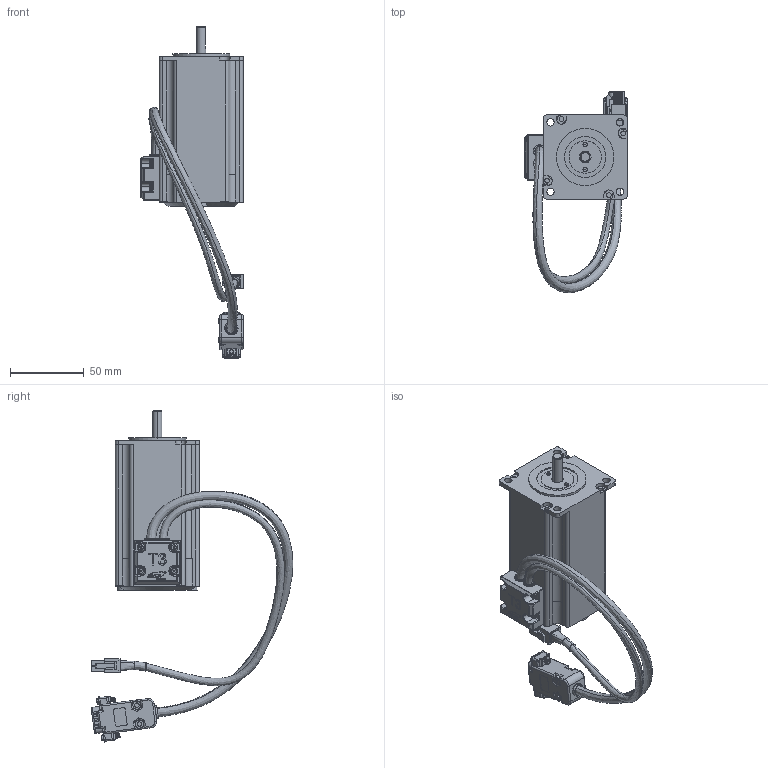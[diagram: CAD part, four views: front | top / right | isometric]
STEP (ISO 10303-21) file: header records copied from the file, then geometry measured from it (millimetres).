
FILE_DESCRIPTION (( 'STEP AP214' ), '1' );
FILE_NAME ('T3-23-3-10K.STEP', '2021-03-08T13:13:27', ( '' ), ( '' ), 'SwSTEP 2.0', 'SolidWorks 2018', '' );
FILE_SCHEMA (( 'AUTOMOTIVE_DESIGN' ));
Length unit declared in the file: millimetre
Products named in the file (1): T3-23-3-10K
Bounding box: 69.66 x 137.08 x 225.73 mm (x, y, z)
Volume: 315390 mm3; surface area: 63312.9 mm2
Topology: 8 solids, 14 shells, 2385 faces, 6391 edges, 4015 vertices
Faces by surface type: plane 915, cylinder 682, bspline 539, cone 156, sphere 52, torus 41
Entity records: 120455 total; most frequent: CARTESIAN_POINT 39748, ORIENTED_EDGE 12500, DIRECTION 9573, EDGE_CURVE 6250, VERTEX_POINT 4008, VECTOR 3277, LINE 3277, AXIS2_PLACEMENT_3D 3148
